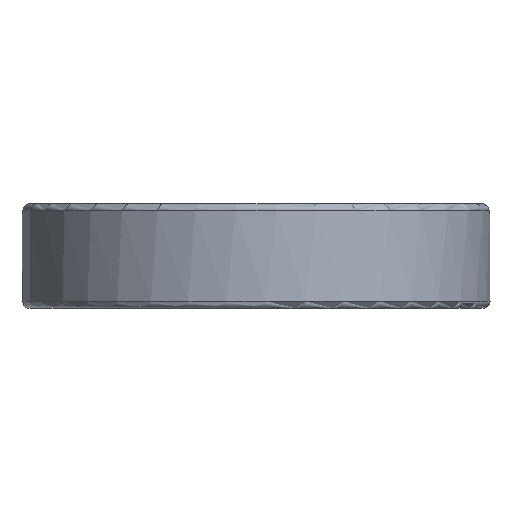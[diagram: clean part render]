
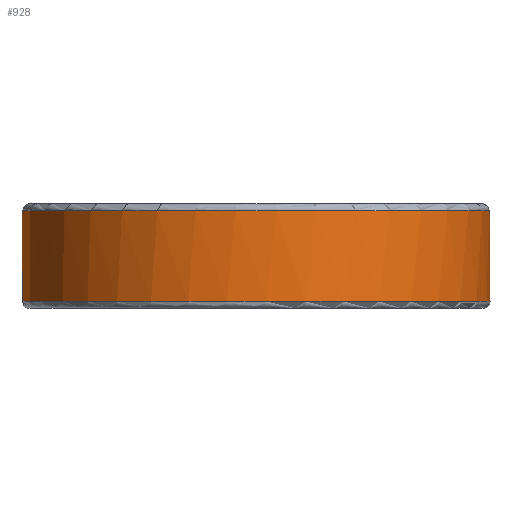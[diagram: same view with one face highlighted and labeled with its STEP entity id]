
A CAD part, front view. The second image highlights one B-rep face of the part: STEP entity #928.
In plain terms, the highlighted cylindrical face has radius 17 mm (diameter 34 mm), a full revolution.
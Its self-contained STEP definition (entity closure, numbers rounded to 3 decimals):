
#317=CARTESIAN_POINT('',(16.934,-1.5,7.1));
#318=VERTEX_POINT('',#317);
#334=CARTESIAN_POINT('',(16.934,1.5,7.1));
#335=VERTEX_POINT('',#334);
#336=CARTESIAN_POINT('',(16.934,1.5,7.1));
#337=CARTESIAN_POINT('',(16.954,1.273,6.929));
#338=CARTESIAN_POINT('',(16.972,1.008,6.794));
#339=CARTESIAN_POINT('',(16.984,0.73,6.709));
#340=CARTESIAN_POINT('',(16.993,0.528,6.647));
#341=CARTESIAN_POINT('',(16.998,0.319,6.612));
#342=CARTESIAN_POINT('',(17.,0.117,6.603));
#343=CARTESIAN_POINT('',(17.001,-0.026,6.596));
#344=CARTESIAN_POINT('',(17.,-0.166,6.601));
#345=CARTESIAN_POINT('',(16.997,-0.311,6.619));
#346=CARTESIAN_POINT('',(16.991,-0.654,6.662));
#347=CARTESIAN_POINT('',(16.973,-1.001,6.782));
#348=CARTESIAN_POINT('',(16.95,-1.301,6.965));
#349=CARTESIAN_POINT('',(16.945,-1.37,7.007));
#350=CARTESIAN_POINT('',(16.939,-1.436,7.052));
#351=CARTESIAN_POINT('',(16.934,-1.5,7.1));
#352=B_SPLINE_CURVE_WITH_KNOTS('',3,(#336,#337,#338,#339,#340,#341,#342,#343,#344,#345,#346,#347,#348,#349,#350,#351),.UNSPECIFIED.,.F.,.U.,(4,3,3,3,3,4),(0.978,1.06,1.12,1.162,1.263,1.286),.UNSPECIFIED.);
#353=EDGE_CURVE('',#335,#318,#352,.T.);
#533=CARTESIAN_POINT('',(-16.934,1.5,7.1));
#534=VERTEX_POINT('',#533);
#535=CARTESIAN_POINT('',(0.0,0.0,7.1));
#536=DIRECTION('',(0.0,0.0,1.0));
#537=DIRECTION('',(-1.0,0.0,0.0));
#538=AXIS2_PLACEMENT_3D('',#535,#536,#537);
#539=CIRCLE('',#538,17.0);
#540=EDGE_CURVE('',#335,#534,#539,.T.);
#568=CARTESIAN_POINT('',(-16.934,-1.5,7.1));
#569=VERTEX_POINT('',#568);
#570=CARTESIAN_POINT('',(-16.934,-1.5,7.1));
#571=CARTESIAN_POINT('',(-16.954,-1.273,6.929));
#572=CARTESIAN_POINT('',(-16.972,-1.008,6.794));
#573=CARTESIAN_POINT('',(-16.984,-0.73,6.709));
#574=CARTESIAN_POINT('',(-16.993,-0.528,6.647));
#575=CARTESIAN_POINT('',(-16.998,-0.319,6.612));
#576=CARTESIAN_POINT('',(-17.,-0.117,6.603));
#577=CARTESIAN_POINT('',(-17.001,0.026,6.596));
#578=CARTESIAN_POINT('',(-17.,0.166,6.601));
#579=CARTESIAN_POINT('',(-16.997,0.311,6.619));
#580=CARTESIAN_POINT('',(-16.991,0.654,6.662));
#581=CARTESIAN_POINT('',(-16.973,1.001,6.782));
#582=CARTESIAN_POINT('',(-16.95,1.301,6.965));
#583=CARTESIAN_POINT('',(-16.945,1.37,7.007));
#584=CARTESIAN_POINT('',(-16.939,1.436,7.052));
#585=CARTESIAN_POINT('',(-16.934,1.5,7.1));
#586=B_SPLINE_CURVE_WITH_KNOTS('',3,(#570,#571,#572,#573,#574,#575,#576,#577,#578,#579,#580,#581,#582,#583,#584,#585),.UNSPECIFIED.,.F.,.U.,(4,3,3,3,3,4),(0.223,0.306,0.366,0.408,0.508,0.531),.UNSPECIFIED.);
#587=EDGE_CURVE('',#569,#534,#586,.T.);
#893=CARTESIAN_POINT('',(17.0,0.,0.5));
#894=VERTEX_POINT('',#893);
#895=CARTESIAN_POINT('',(0.0,0.0,0.5));
#896=DIRECTION('',(0.0,0.0,-1.0));
#897=DIRECTION('',(-1.0,0.0,0.0));
#898=AXIS2_PLACEMENT_3D('',#895,#896,#897);
#899=CIRCLE('',#898,17.0);
#900=EDGE_CURVE('',#894,#894,#899,.T.);
#908=CARTESIAN_POINT('',(0.0,0.0,0.0));
#909=DIRECTION('',(0.0,0.0,1.0));
#910=DIRECTION('',(-1.0,0.0,0.0));
#911=AXIS2_PLACEMENT_3D('',#908,#909,#910);
#912=CYLINDRICAL_SURFACE('',#911,17.0);
#913=ORIENTED_EDGE('',*,*,#353,.T.);
#914=CARTESIAN_POINT('',(0.0,0.0,7.1));
#915=DIRECTION('',(0.0,0.0,1.0));
#916=DIRECTION('',(-1.0,0.0,0.0));
#917=AXIS2_PLACEMENT_3D('',#914,#915,#916);
#918=CIRCLE('',#917,17.0);
#919=EDGE_CURVE('',#569,#318,#918,.T.);
#920=ORIENTED_EDGE('',*,*,#919,.F.);
#921=ORIENTED_EDGE('',*,*,#587,.T.);
#922=ORIENTED_EDGE('',*,*,#540,.F.);
#923=EDGE_LOOP('',(#913,#920,#921,#922));
#924=FACE_OUTER_BOUND('',#923,.T.);
#925=ORIENTED_EDGE('',*,*,#900,.F.);
#926=EDGE_LOOP('',(#925));
#927=FACE_BOUND('',#926,.T.);
#928=ADVANCED_FACE('',(#924,#927),#912,.T.);
